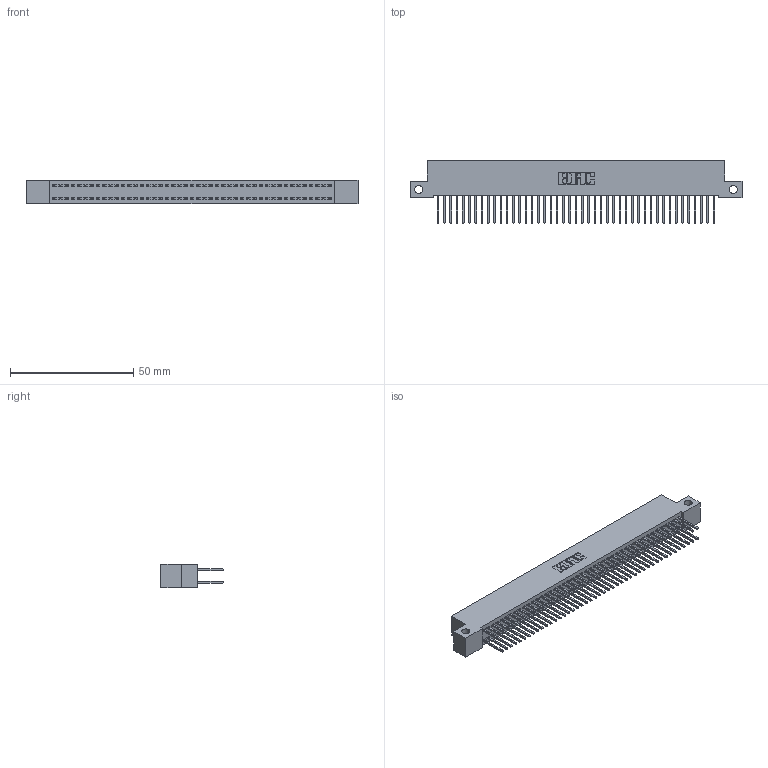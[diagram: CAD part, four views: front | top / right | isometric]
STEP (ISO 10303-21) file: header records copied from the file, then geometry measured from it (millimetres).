
FILE_DESCRIPTION (( 'STEP AP203' ), '1' );
FILE_NAME ('392-090-523-212.STEP', '2019-10-09T18:21:44', ( '' ), ( '' ), 'SwSTEP 2.0', 'SolidWorks 2016', '' );
FILE_SCHEMA (( 'CONFIG_CONTROL_DESIGN' ));
Length unit declared in the file: inch
Products named in the file (3): 342 Part_Side Mount; 345-292-001_345-293-123; 392-090-523-212
Assembly tree (91 placements, depth 2):
  392-090-523-212
    342 Part_Side Mount
    345-292-001_345-293-123  x90
Bounding box: 134.62 x 25.15 x 9.4 mm (x, y, z)
Volume: 12220.3 mm3; surface area: 20590.6 mm2
Topology: 91 solids, 91 shells, 4790 faces, 14249 edges, 9378 vertices
Faces by surface type: plane 3306, cylinder 1484
Entity records: 28451 total; most frequent: CARTESIAN_POINT 4710, ORIENTED_EDGE 4646, DIRECTION 4019, EDGE_CURVE 2323, VECTOR 2195, LINE 2195, VERTEX_POINT 1546, AXIS2_PLACEMENT_3D 912
